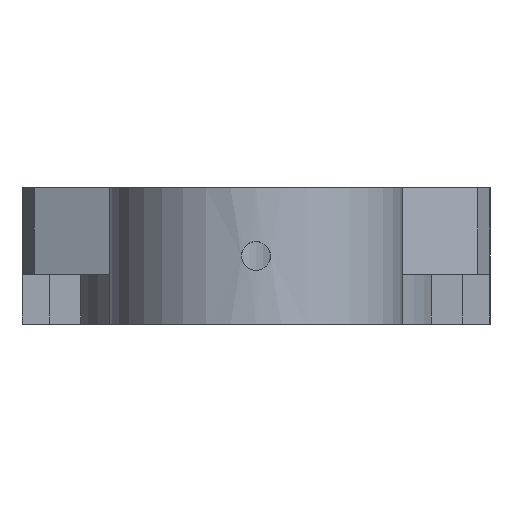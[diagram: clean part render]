
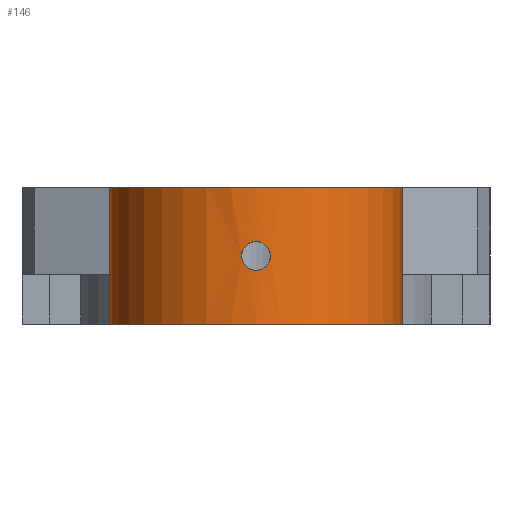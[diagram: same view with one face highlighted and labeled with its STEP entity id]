
A CAD part, front view. The second image highlights one B-rep face of the part: STEP entity #146.
In plain terms, the highlighted cylindrical face has radius 16.1 mm (diameter 32.2 mm), a partial arc.
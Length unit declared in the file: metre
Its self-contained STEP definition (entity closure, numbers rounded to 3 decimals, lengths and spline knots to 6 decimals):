
#146=ADVANCED_FACE('62:253',(#398,#399),#400,.T.);
#398=FACE_BOUND('',#697,.T.);
#399=FACE_OUTER_BOUND('',#698,.T.);
#400=CYLINDRICAL_SURFACE('',#699,0.0161);
#697=EDGE_LOOP('',(#1627,#1628,#1629));
#698=EDGE_LOOP('',(#1630,#1631,#1632,#1633));
#699=AXIS2_PLACEMENT_3D('',#1634,#1635,#1636);
#1627=ORIENTED_EDGE('',*,*,#2352,.T.);
#1628=ORIENTED_EDGE('',*,*,#2054,.T.);
#1629=ORIENTED_EDGE('',*,*,#2353,.T.);
#1630=ORIENTED_EDGE('',*,*,#2314,.T.);
#1631=ORIENTED_EDGE('',*,*,#2124,.F.);
#1632=ORIENTED_EDGE('',*,*,#2234,.F.);
#1633=ORIENTED_EDGE('',*,*,#2377,.T.);
#1634=CARTESIAN_POINT('',(0.0,-0.04672,0.0));
#1635=DIRECTION('',(0.0,0.0,1.0));
#1636=DIRECTION('',(-1.0,0.0,0.0));
#2054=EDGE_CURVE('62:1198',#2482,#2486,#2488,.T.);
#2124=EDGE_CURVE('62:493',#2617,#2619,#2620,.T.);
#2234=EDGE_CURVE('62:835',#2807,#2617,#2809,.T.);
#2314=EDGE_CURVE('62:1087',#2943,#2619,#2944,.T.);
#2352=EDGE_CURVE('62:1198',#3004,#2482,#3005,.T.);
#2353=EDGE_CURVE('62:1198',#2486,#3004,#3006,.T.);
#2377=EDGE_CURVE('62:1273',#2807,#2943,#3034,.T.);
#2482=VERTEX_POINT('',#3169);
#2486=VERTEX_POINT('',#3174);
#2488=B_SPLINE_CURVE_WITH_KNOTS('',3,(#3177,#3178,#3179,#3180,#3181,#3182,#3183,#3184,#3185,#3186,#3187,#3188,#3189,#3190,#3191,#3192,#3193,#3194,#3195,#3196,#3197,#3198,#3199,#3200,#3201,#3202,#3203,#3204),.UNSPECIFIED.,.F.,.F.,(4,3,3,3,3,3,3,3,3,4),(0.004825,0.005543,0.005957,0.006317,0.007034,0.007494,0.008156,0.008703,0.00942,0.00965),.UNSPECIFIED.);
#2617=VERTEX_POINT('',#3408);
#2619=VERTEX_POINT('',#3411);
#2620=LINE('',#3412,#3413);
#2807=VERTEX_POINT('',#3688);
#2809=CIRCLE('',#3691,0.0161);
#2943=VERTEX_POINT('',#3873);
#2944=CIRCLE('',#3874,0.0161);
#3004=VERTEX_POINT('',#3990);
#3005=B_SPLINE_CURVE_WITH_KNOTS('',3,(#3991,#3992,#3993,#3994,#3995,#3996,#3997,#3998,#3999,#4000,#4001,#4002,#4003,#4004,#4005,#4006),.UNSPECIFIED.,.F.,.F.,(4,3,3,3,3,4),(0.002413,0.003062,0.003584,0.003982,0.0047,0.004825),.UNSPECIFIED.);
#3006=B_SPLINE_CURVE_WITH_KNOTS('',3,(#4007,#4008,#4009,#4010,#4011,#4012,#4013,#4014,#4015,#4016,#4017,#4018,#4019,#4020,#4021,#4022),.UNSPECIFIED.,.F.,.F.,(4,3,3,3,3,4),(0.00965,0.010368,0.010841,0.011223,0.011941,0.012063),.UNSPECIFIED.);
#3034=LINE('',#4070,#4071);
#3169=CARTESIAN_POINT('',(0.0016,-0.062741,0.0075));
#3174=CARTESIAN_POINT('',(-0.0016,-0.062741,0.0075));
#3177=CARTESIAN_POINT('',(0.0016,-0.062741,0.0075));
#3178=CARTESIAN_POINT('',(0.0016,-0.062741,0.007261));
#3179=CARTESIAN_POINT('',(0.001542,-0.062747,0.007003));
#3180=CARTESIAN_POINT('',(0.001427,-0.062757,0.006777));
#3181=CARTESIAN_POINT('',(0.001361,-0.062763,0.006646));
#3182=CARTESIAN_POINT('',(0.001277,-0.06277,0.006526));
#3183=CARTESIAN_POINT('',(0.001183,-0.062777,0.006423));
#3184=CARTESIAN_POINT('',(0.001101,-0.062783,0.006333));
#3185=CARTESIAN_POINT('',(0.00101,-0.062789,0.006253));
#3186=CARTESIAN_POINT('',(0.000907,-0.062795,0.006182));
#3187=CARTESIAN_POINT('',(0.000701,-0.062806,0.00604));
#3188=CARTESIAN_POINT('',(0.000453,-0.062816,0.005946));
#3189=CARTESIAN_POINT('',(0.000207,-0.062819,0.005913));
#3190=CARTESIAN_POINT('',(0.00005,-0.062821,0.005893));
#3191=CARTESIAN_POINT('',(-0.000103,-0.062821,0.005895));
#3192=CARTESIAN_POINT('',(-0.000261,-0.062818,0.005921));
#3193=CARTESIAN_POINT('',(-0.000488,-0.062814,0.005959));
#3194=CARTESIAN_POINT('',(-0.000714,-0.062806,0.00605));
#3195=CARTESIAN_POINT('',(-0.000905,-0.062795,0.00618));
#3196=CARTESIAN_POINT('',(-0.001062,-0.062786,0.006288));
#3197=CARTESIAN_POINT('',(-0.001192,-0.062776,0.006416));
#3198=CARTESIAN_POINT('',(-0.001303,-0.062767,0.006571));
#3199=CARTESIAN_POINT('',(-0.001447,-0.062756,0.006774));
#3200=CARTESIAN_POINT('',(-0.001546,-0.062746,0.00702));
#3201=CARTESIAN_POINT('',(-0.001583,-0.062742,0.007266));
#3202=CARTESIAN_POINT('',(-0.001594,-0.062741,0.007345));
#3203=CARTESIAN_POINT('',(-0.0016,-0.062741,0.007423));
#3204=CARTESIAN_POINT('',(-0.0016,-0.062741,0.0075));
#3408=CARTESIAN_POINT('',(-0.0161,-0.04672,0.0));
#3411=CARTESIAN_POINT('',(-0.0161,-0.04672,0.015));
#3412=CARTESIAN_POINT('',(-0.0161,-0.04672,0.0));
#3413=VECTOR('',#4363,1.0);
#3688=CARTESIAN_POINT('',(0.0161,-0.04672,0.0));
#3691=AXIS2_PLACEMENT_3D('',#4513,#4514,#4515);
#3873=CARTESIAN_POINT('',(0.0161,-0.04672,0.015));
#3874=AXIS2_PLACEMENT_3D('',#4657,#4658,#4659);
#3990=CARTESIAN_POINT('',(0.,-0.06282,0.0091));
#3991=CARTESIAN_POINT('',(0.,-0.06282,0.0091));
#3992=CARTESIAN_POINT('',(0.000217,-0.06282,0.0091));
#3993=CARTESIAN_POINT('',(0.000448,-0.062815,0.009053));
#3994=CARTESIAN_POINT('',(0.000658,-0.062807,0.008958));
#3995=CARTESIAN_POINT('',(0.000826,-0.0628,0.008883));
#3996=CARTESIAN_POINT('',(0.00098,-0.062791,0.008777));
#3997=CARTESIAN_POINT('',(0.001106,-0.062782,0.008656));
#3998=CARTESIAN_POINT('',(0.001203,-0.062776,0.008564));
#3999=CARTESIAN_POINT('',(0.00129,-0.062769,0.008457));
#4000=CARTESIAN_POINT('',(0.001363,-0.062762,0.008338));
#4001=CARTESIAN_POINT('',(0.001495,-0.062751,0.008124));
#4002=CARTESIAN_POINT('',(0.001576,-0.062743,0.007871));
#4003=CARTESIAN_POINT('',(0.001595,-0.062741,0.007627));
#4004=CARTESIAN_POINT('',(0.001598,-0.062741,0.007584));
#4005=CARTESIAN_POINT('',(0.0016,-0.062741,0.007542));
#4006=CARTESIAN_POINT('',(0.0016,-0.062741,0.0075));
#4007=CARTESIAN_POINT('',(-0.0016,-0.062741,0.0075));
#4008=CARTESIAN_POINT('',(-0.0016,-0.062741,0.007739));
#4009=CARTESIAN_POINT('',(-0.001542,-0.062747,0.007997));
#4010=CARTESIAN_POINT('',(-0.001427,-0.062757,0.008223));
#4011=CARTESIAN_POINT('',(-0.001352,-0.062764,0.008372));
#4012=CARTESIAN_POINT('',(-0.001253,-0.062772,0.008508));
#4013=CARTESIAN_POINT('',(-0.001142,-0.06278,0.008621));
#4014=CARTESIAN_POINT('',(-0.001053,-0.062786,0.008712));
#4015=CARTESIAN_POINT('',(-0.000949,-0.062793,0.008795));
#4016=CARTESIAN_POINT('',(-0.000835,-0.062799,0.008865));
#4017=CARTESIAN_POINT('',(-0.00062,-0.06281,0.008996));
#4018=CARTESIAN_POINT('',(-0.000367,-0.062818,0.009076));
#4019=CARTESIAN_POINT('',(-0.000123,-0.06282,0.009095));
#4020=CARTESIAN_POINT('',(-0.000082,-0.06282,0.009098));
#4021=CARTESIAN_POINT('',(-0.000041,-0.06282,0.0091));
#4022=CARTESIAN_POINT('',(0.,-0.06282,0.0091));
#4070=CARTESIAN_POINT('',(0.0161,-0.04672,0.0));
#4071=VECTOR('',#4739,1.0);
#4363=DIRECTION('',(0.0,0.0,1.0));
#4513=CARTESIAN_POINT('',(0.0,-0.04672,0.0));
#4514=DIRECTION('',(-0.0,0.0,-1.0));
#4515=DIRECTION('',(-1.0,0.0,0.0));
#4657=CARTESIAN_POINT('',(0.0,-0.04672,0.015));
#4658=DIRECTION('',(-0.0,0.0,-1.0));
#4659=DIRECTION('',(-1.0,0.0,0.0));
#4739=DIRECTION('',(0.0,0.0,1.0));
